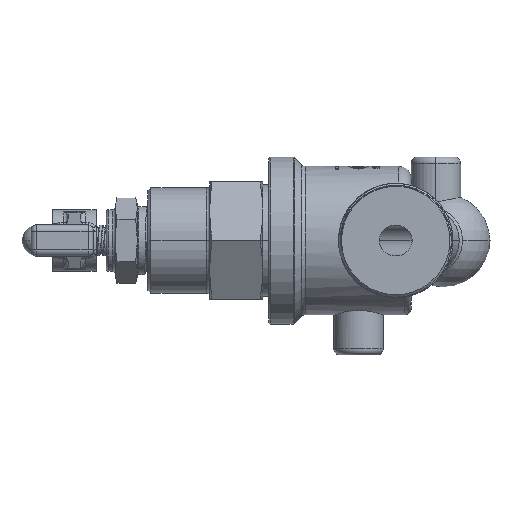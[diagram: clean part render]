
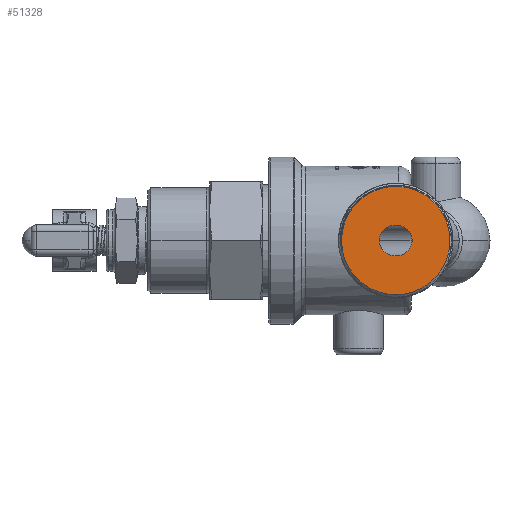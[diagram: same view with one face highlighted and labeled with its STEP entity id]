
A CAD part, left-side view. The second image highlights one B-rep face of the part: STEP entity #51328.
In plain terms, the highlighted planar face has unit normal (-1, 0, 0).
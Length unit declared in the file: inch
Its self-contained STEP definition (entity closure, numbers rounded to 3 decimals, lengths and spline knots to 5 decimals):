
#800 = CIRCLE ( 'NONE', #71183, 1.09625 ) ;
#2145 = CIRCLE ( 'NONE', #17960, 1.09625 ) ;
#2989 = DIRECTION ( 'NONE',  ( -1., 0., 0. ) ) ;
#4218 = DIRECTION ( 'NONE',  ( -1., 0., 0. ) ) ;
#5251 = VERTEX_POINT ( 'NONE', #47107 ) ;
#5851 = DIRECTION ( 'NONE',  ( -1., 0., 0. ) ) ;
#7127 = CARTESIAN_POINT ( 'NONE',  ( -2.625, -0.90258, 0. ) ) ;
#12609 =( BOUNDED_CURVE ( )  B_SPLINE_CURVE ( 3, ( #7127, #43107, #55630, #19316 ),
 .UNSPECIFIED., .F., .F. ) 
 B_SPLINE_CURVE_WITH_KNOTS ( ( 4, 4 ),
 ( 3.14159, 6.28319 ),
 .UNSPECIFIED. ) 
 CURVE ( )  GEOMETRIC_REPRESENTATION_ITEM ( )  RATIONAL_B_SPLINE_CURVE ( ( 1., 0.333, 0.333, 1. ) ) 
 REPRESENTATION_ITEM ( '' )  );
#13182 = CARTESIAN_POINT ( 'NONE',  ( -2.625, -0.90258, -0.625 ) ) ;
#14769 = CARTESIAN_POINT ( 'NONE',  ( -2.625, -0.57003, 1.09625 ) ) ;
#15642 = EDGE_CURVE ( 'Defeatured_5_509+Defeatured_5_52+Defeatured_5_52+Defeatured_5_52', #5251, #42499, #20140, .T. ) ;
#15851 = ORIENTED_EDGE ( 'NONE', *, *, #77449, .T. ) ;
#16974 = EDGE_CURVE ( 'Defeatured_5_52+Defeatured_5_41+Defeatured_5_41+Defeatured_5_41', #43933, #54515, #2145, .T. ) ;
#17960 = AXIS2_PLACEMENT_3D ( 'NONE', #39215, #2989, #45371 ) ;
#19316 = CARTESIAN_POINT ( 'NONE',  ( -2.625, -0.23747, 0. ) ) ;
#20140 =( BOUNDED_CURVE ( )  B_SPLINE_CURVE ( 3, ( #67296, #73618, #13182, #55610 ),
 .UNSPECIFIED., .F., .T. ) 
 B_SPLINE_CURVE_WITH_KNOTS ( ( 4, 4 ),
 ( 0., 3.14159 ),
 .UNSPECIFIED. ) 
 CURVE ( )  GEOMETRIC_REPRESENTATION_ITEM ( )  RATIONAL_B_SPLINE_CURVE ( ( 1., 0.333, 0.333, 1. ) ) 
 REPRESENTATION_ITEM ( '' )  );
#21648 = CARTESIAN_POINT ( 'NONE',  ( -2.625, -0.57003, -1.09625 ) ) ;
#22192 = CARTESIAN_POINT ( 'NONE',  ( -2.625, -0.57003, 0. ) ) ;
#25879 = FACE_BOUND ( 'NONE', #62059, .T. ) ;
#33326 = ORIENTED_EDGE ( 'NONE', *, *, #16974, .T. ) ;
#37885 = ORIENTED_EDGE ( 'NONE', *, *, #15642, .F. ) ;
#39215 = CARTESIAN_POINT ( 'NONE',  ( -2.625, -0.57003, 0. ) ) ;
#42118 = CARTESIAN_POINT ( 'NONE',  ( -2.625, -0.57003, 0. ) ) ;
#42499 = VERTEX_POINT ( 'NONE', #69800 ) ;
#43107 = CARTESIAN_POINT ( 'NONE',  ( -2.625, -0.90258, 0.625 ) ) ;
#43933 = VERTEX_POINT ( 'NONE', #21648 ) ;
#44494 = EDGE_LOOP ( 'NONE', ( #33326, #15851 ) ) ;
#45371 = DIRECTION ( 'NONE',  ( 0., -1., 0. ) ) ;
#45495 = ORIENTED_EDGE ( 'NONE', *, *, #54037, .F. ) ;
#46603 = DIRECTION ( 'NONE',  ( 0., -1., 0. ) ) ;
#47107 = CARTESIAN_POINT ( 'NONE',  ( -2.625, -0.23747, 0. ) ) ;
#48279 = DIRECTION ( 'NONE',  ( 0., -1., 0. ) ) ;
#51328 = ADVANCED_FACE ( 'Defeatured_5_52', ( #25879, #56241 ), #52457, .T. ) ;
#52457 = PLANE ( 'NONE',  #75776 ) ;
#54037 = EDGE_CURVE ( 'Defeatured_5_509+Defeatured_5_52+Defeatured_5_52+Defeatured_5_52', #42499, #5251, #12609, .T. ) ;
#54515 = VERTEX_POINT ( 'NONE', #14769 ) ;
#55610 = CARTESIAN_POINT ( 'NONE',  ( -2.625, -0.90258, 0. ) ) ;
#55630 = CARTESIAN_POINT ( 'NONE',  ( -2.625, -0.23747, 0.625 ) ) ;
#56241 = FACE_OUTER_BOUND ( 'NONE', #44494, .T. ) ;
#62059 = EDGE_LOOP ( 'NONE', ( #45495, #37885 ) ) ;
#67296 = CARTESIAN_POINT ( 'NONE',  ( -2.625, -0.23747, 0. ) ) ;
#69800 = CARTESIAN_POINT ( 'NONE',  ( -2.625, -0.90258, 0. ) ) ;
#71183 = AXIS2_PLACEMENT_3D ( 'NONE', #42118, #5851, #48279 ) ;
#73618 = CARTESIAN_POINT ( 'NONE',  ( -2.625, -0.23747, -0.625 ) ) ;
#75776 = AXIS2_PLACEMENT_3D ( 'NONE', #22192, #4218, #46603 ) ;
#77449 = EDGE_CURVE ( 'Defeatured_5_52+Defeatured_5_41+Defeatured_5_41+Defeatured_5_41', #54515, #43933, #800, .T. ) ;
